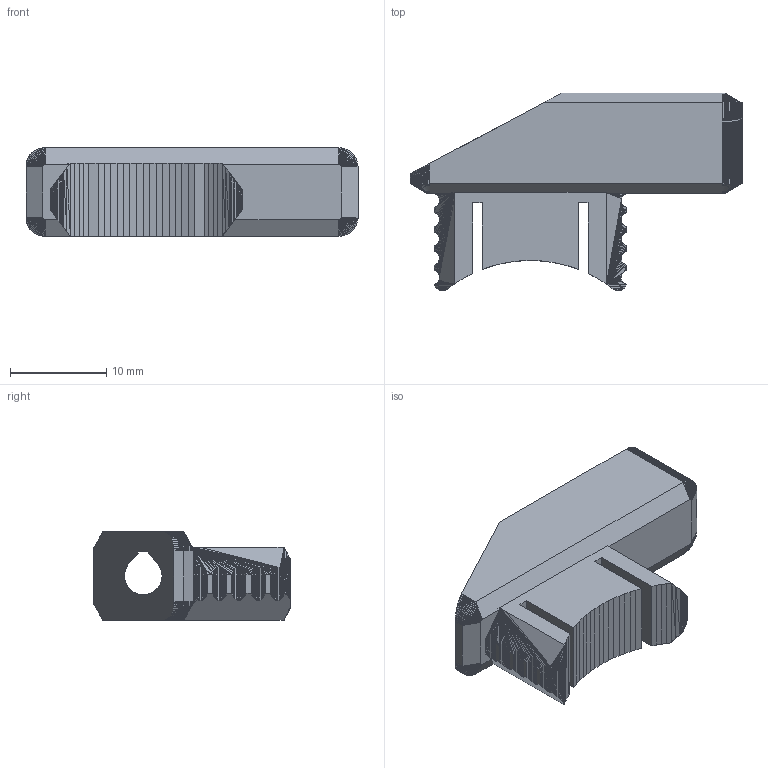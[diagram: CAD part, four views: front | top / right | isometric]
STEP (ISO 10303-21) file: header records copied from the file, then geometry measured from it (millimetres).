
FILE_DESCRIPTION(/* description */ (''),/* implementation_level */ '2;1');
FILE_NAME(/* name */ '13 Filament guide block v6.step',/* time_stamp */ '2022-11-13T03:00:44-06:00',/* author */ (''),/* organization */ (''),/* preprocessor_version */ 'ST-DEVELOPER v19.2',/* originating_system */ 'Autodesk Translation Framework v11.17.0.187',/* authorisation */ '');
FILE_SCHEMA (('AUTOMOTIVE_DESIGN { 1 0 10303 214 3 1 1 }'));
Length unit declared in the file: millimetre
Products named in the file (1): 13 Filament guide block
Bounding box: 34.5 x 20.51 x 9.2 mm (x, y, z)
Volume: 3213.9 mm3; surface area: 2200 mm2
Topology: 1 solids, 1 shells, 1034 faces, 1927 edges, 895 vertices
Faces by surface type: plane 1033, cylinder 1
Entity records: 23605 total; most frequent: DIRECTION 3999, CARTESIAN_POINT 3857, ORIENTED_EDGE 3854, EDGE_CURVE 1927, LINE 1925, VECTOR 1925, AXIS2_PLACEMENT_3D 1037, EDGE_LOOP 1036
